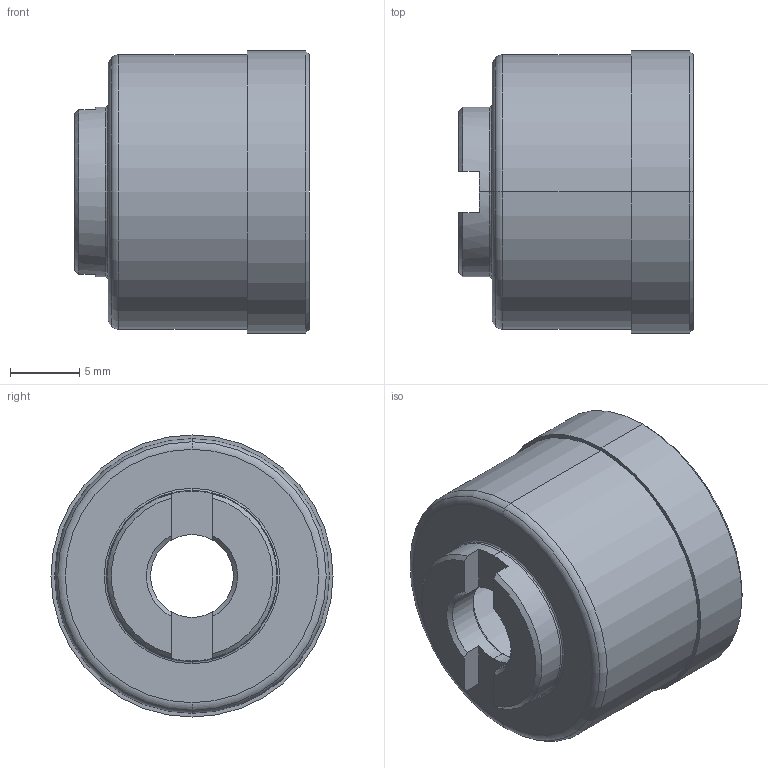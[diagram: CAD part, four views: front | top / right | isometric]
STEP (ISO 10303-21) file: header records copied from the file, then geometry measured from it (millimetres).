
FILE_DESCRIPTION((''),'2;1');
FILE_NAME('HFUC-8-100-2A-R_C','2021-10-19T14:05:29',('silo-mech'),(''),'CREO PARAMETRIC BY PTC INC, 2020454','CREO PARAMETRIC BY PTC INC, 2020454','');
FILE_SCHEMA(('CONFIG_CONTROL_DESIGN'));
Length unit declared in the file: millimetre
Products named in the file (1): HFUC-8-100-2A-R_C
Bounding box: 17 x 20.43 x 20.43 mm (x, y, z)
Volume: 572.8 mm3; surface area: 2473.8 mm2
Topology: 1 solids, 1 shells, 42 faces, 98 edges, 60 vertices
Faces by surface type: plane 12, torus 12, cylinder 10, cone 8
Entity records: 1268 total; most frequent: DIRECTION 234, CARTESIAN_POINT 228, ORIENTED_EDGE 196, AXIS2_PLACEMENT_3D 102, EDGE_CURVE 98, VERTEX_POINT 60, CIRCLE 60, EDGE_LOOP 46
